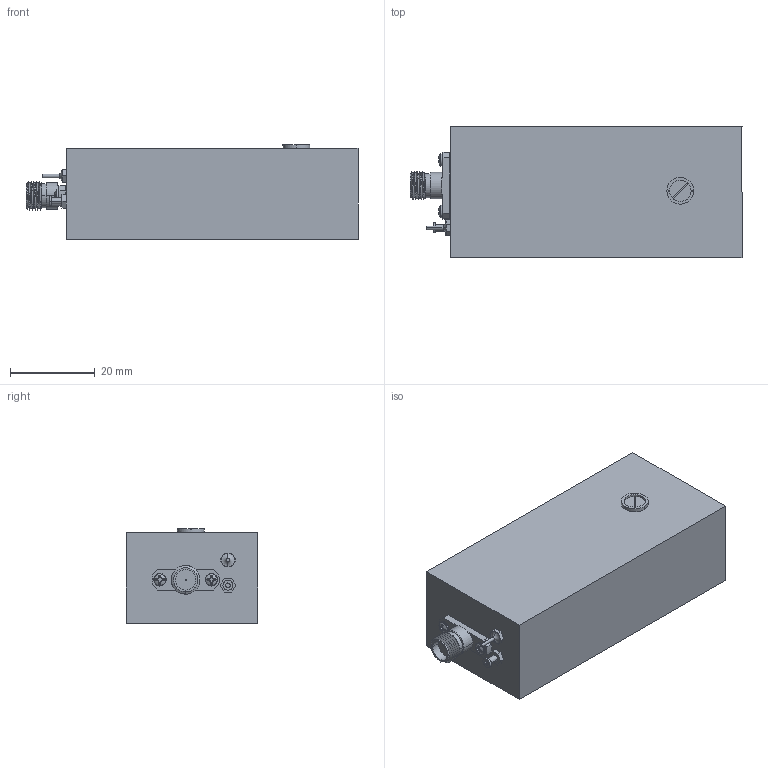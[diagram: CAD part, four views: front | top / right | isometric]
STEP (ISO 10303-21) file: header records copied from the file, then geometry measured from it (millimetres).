
FILE_DESCRIPTION (( 'STEP AP203' ), '1' );
FILE_NAME ('SOD-37301213-KF-S4.STEP', '2020-10-22T00:35:33', ( '' ), ( '' ), 'SwSTEP 2.0', 'SolidWorks 2020', '' );
FILE_SCHEMA (( 'CONFIG_CONTROL_DESIGN' ));
Length unit declared in the file: inch
Products named in the file (1): SOD-37301213-KF-S4
Bounding box: 78.53 x 31 x 22.4 mm (x, y, z)
Volume: 46444.5 mm3; surface area: 9659.6 mm2
Topology: 7 solids, 7 shells, 385 faces, 1035 edges, 670 vertices
Faces by surface type: cylinder 208, plane 105, cone 41, bspline 15, torus 12, sphere 4
Entity records: 16999 total; most frequent: CARTESIAN_POINT 8210, ORIENTED_EDGE 2050, DIRECTION 1631, EDGE_CURVE 1025, VERTEX_POINT 670, AXIS2_PLACEMENT_3D 618, EDGE_LOOP 409, VECTOR 395
